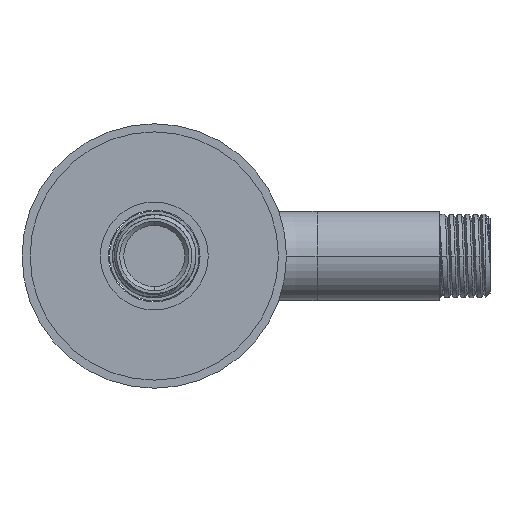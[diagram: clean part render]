
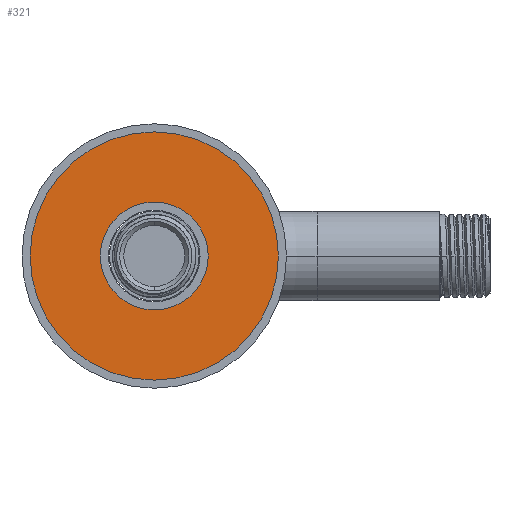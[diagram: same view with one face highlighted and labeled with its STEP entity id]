
A CAD part, left-side view. The second image highlights one B-rep face of the part: STEP entity #321.
In plain terms, the highlighted planar face has unit normal (-1, 0, 0).
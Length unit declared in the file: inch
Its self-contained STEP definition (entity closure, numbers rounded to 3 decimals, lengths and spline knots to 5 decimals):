
#91=CARTESIAN_POINT('',(11.,0.,0.));
#92=DIRECTION('',(-1.,0.,0.));
#93=DIRECTION('',(0.,0.,-1.));
#94=AXIS2_PLACEMENT_3D('',#91,#92,#93);
#96=CARTESIAN_POINT('',(11.,0.,0.));
#97=DIRECTION('',(-1.,0.,0.));
#98=DIRECTION('',(0.,0.,1.));
#99=AXIS2_PLACEMENT_3D('',#96,#97,#98);
#101=CARTESIAN_POINT('',(11.,0.,0.));
#102=DIRECTION('',(1.,0.,0.));
#103=DIRECTION('',(0.,0.,1.));
#104=AXIS2_PLACEMENT_3D('',#101,#102,#103);
#106=CARTESIAN_POINT('',(11.,0.,0.));
#107=DIRECTION('',(1.,0.,0.));
#108=DIRECTION('',(0.,0.,-1.));
#109=AXIS2_PLACEMENT_3D('',#106,#107,#108);
#149=CARTESIAN_POINT('',(11.,0.,-13.25));
#150=CARTESIAN_POINT('',(11.,0.,13.25));
#151=VERTEX_POINT('',#149);
#152=VERTEX_POINT('',#150);
#153=CARTESIAN_POINT('',(11.,0.,30.5));
#154=CARTESIAN_POINT('',(11.,0.,-30.5));
#155=VERTEX_POINT('',#153);
#156=VERTEX_POINT('',#154);
#306=CARTESIAN_POINT('',(11.,0.,0.));
#307=DIRECTION('',(1.,0.,0.));
#308=DIRECTION('',(0.,0.,-1.));
#309=AXIS2_PLACEMENT_3D('',#306,#307,#308);
#310=PLANE('',#309);
#312=ORIENTED_EDGE('',*,*,#311,.T.);
#314=ORIENTED_EDGE('',*,*,#313,.T.);
#315=EDGE_LOOP('',(#312,#314));
#316=FACE_OUTER_BOUND('',#315,.F.);
#317=ORIENTED_EDGE('',*,*,#286,.T.);
#318=ORIENTED_EDGE('',*,*,#300,.T.);
#319=EDGE_LOOP('',(#317,#318));
#320=FACE_BOUND('',#319,.F.);
#321=ADVANCED_FACE('',(#316,#320),#310,.F.);
#95=CIRCLE('',#94,13.25);
#100=CIRCLE('',#99,13.25);
#105=CIRCLE('',#104,30.5);
#110=CIRCLE('',#109,30.5);
#286=EDGE_CURVE('',#151,#152,#95,.T.);
#300=EDGE_CURVE('',#152,#151,#100,.T.);
#311=EDGE_CURVE('',#155,#156,#105,.T.);
#313=EDGE_CURVE('',#156,#155,#110,.T.);
